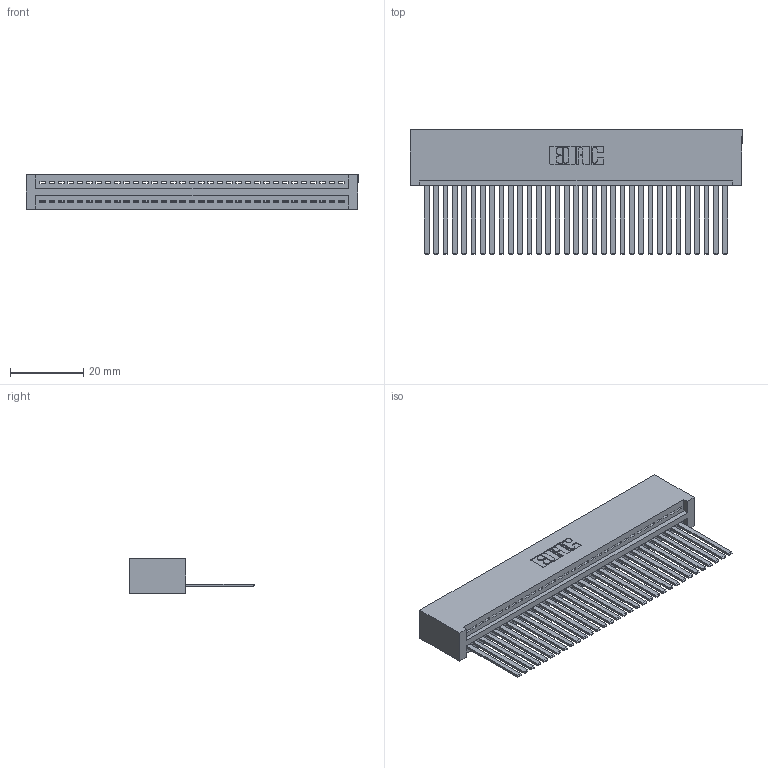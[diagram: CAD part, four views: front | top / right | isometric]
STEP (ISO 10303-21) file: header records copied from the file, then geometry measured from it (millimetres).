
FILE_DESCRIPTION (( 'STEP AP203' ), '1' );
FILE_NAME ('395-033-544-101.STEP', '2018-11-13T03:48:25', ( '' ), ( '' ), 'SwSTEP 2.0', 'SolidWorks 2016', '' );
FILE_SCHEMA (( 'CONFIG_CONTROL_DESIGN' ));
Length unit declared in the file: inch
Products named in the file (3): 345-292-001_345-293-144; 395-033-544-101; 345 Part_No Mounting Lugs
Assembly tree (34 placements, depth 2):
  395-033-544-101
    345 Part_No Mounting Lugs
    345-292-001_345-293-144  x33
Bounding box: 90.42 x 33.96 x 9.4 mm (x, y, z)
Volume: 9481.4 mm3; surface area: 13815.1 mm2
Topology: 34 solids, 34 shells, 1834 faces, 5531 edges, 3642 vertices
Faces by surface type: plane 1264, cylinder 570
Entity records: 25587 total; most frequent: CARTESIAN_POINT 4439, ORIENTED_EDGE 4406, DIRECTION 3881, EDGE_CURVE 2203, LINE 1951, VECTOR 1951, VERTEX_POINT 1466, AXIS2_PLACEMENT_3D 965
